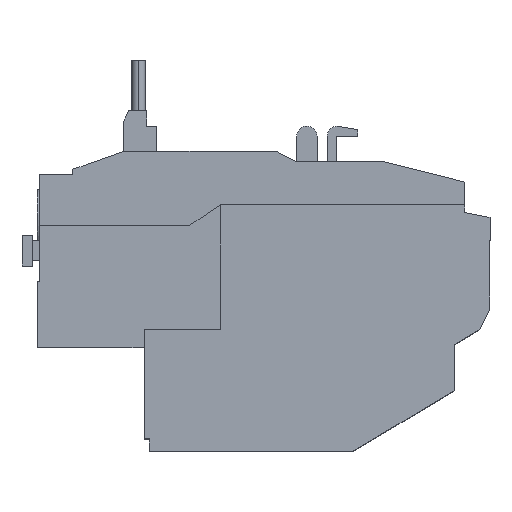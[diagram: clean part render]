
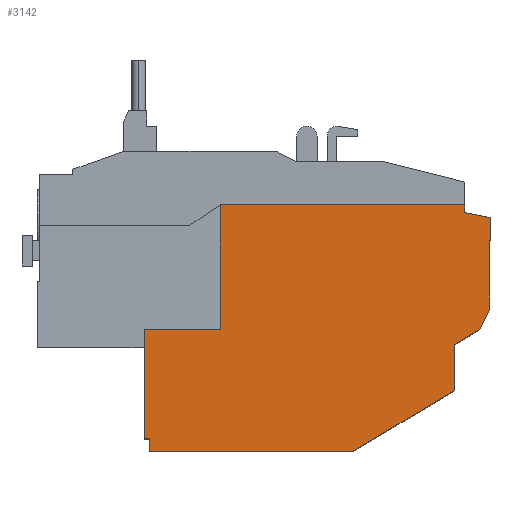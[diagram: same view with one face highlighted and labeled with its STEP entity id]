
A CAD part, top view. The second image highlights one B-rep face of the part: STEP entity #3142.
In plain terms, the highlighted planar face has unit normal (0, 0, 1).
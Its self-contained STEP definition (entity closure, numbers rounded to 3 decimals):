
#40 = CARTESIAN_POINT ( 'NONE',  ( 67., 46., 54. ) ) ;
#57 = VERTEX_POINT ( 'NONE', #3272 ) ;
#77 = CARTESIAN_POINT ( 'NONE',  ( -1., 2.5, 54. ) ) ;
#172 = EDGE_CURVE ( 'NONE', #8332, #5412, #4805, .T. ) ;
#317 = EDGE_CURVE ( 'NONE', #3964, #57, #7823, .T. ) ;
#321 = CARTESIAN_POINT ( 'NONE',  ( 14., 48.5, 54. ) ) ;
#389 = CARTESIAN_POINT ( 'NONE',  ( 0., 2.5, 54. ) ) ;
#415 = VECTOR ( 'NONE', #7264, 1000. ) ;
#473 = LINE ( 'NONE', #3455, #2167 ) ;
#497 = CARTESIAN_POINT ( 'NONE',  ( -1., 2.5, 54. ) ) ;
#566 = VECTOR ( 'NONE', #5390, 1000. ) ;
#607 = DIRECTION ( 'NONE',  ( 0., -1., 0. ) ) ;
#755 = CARTESIAN_POINT ( 'NONE',  ( 65., 24., 54. ) ) ;
#826 = EDGE_CURVE ( 'NONE', #5001, #57, #473, .T. ) ;
#871 = VECTOR ( 'NONE', #2937, 1000. ) ;
#1046 = EDGE_CURVE ( 'NONE', #7655, #5001, #3826, .T. ) ;
#1076 = VECTOR ( 'NONE', #607, 1000. ) ;
#1131 = CARTESIAN_POINT ( 'NONE',  ( 0., 0., 54. ) ) ;
#1211 = DIRECTION ( 'NONE',  ( 0., 1., 0. ) ) ;
#1243 = ORIENTED_EDGE ( 'NONE', *, *, #317, .F. ) ;
#1253 = ORIENTED_EDGE ( 'NONE', *, *, #172, .T. ) ;
#1308 = EDGE_CURVE ( 'NONE', #4502, #4944, #1547, .T. ) ;
#1310 = EDGE_CURVE ( 'NONE', #3020, #3964, #5240, .T. ) ;
#1359 = EDGE_CURVE ( 'NONE', #5412, #1602, #6148, .T. ) ;
#1380 = DIRECTION ( 'NONE',  ( 0., -1., 0. ) ) ;
#1443 = EDGE_CURVE ( 'NONE', #4502, #3020, #3814, .T. ) ;
#1547 = LINE ( 'NONE', #77, #3292 ) ;
#1597 = CARTESIAN_POINT ( 'NONE',  ( 62., 47., 54. ) ) ;
#1602 = VERTEX_POINT ( 'NONE', #3620 ) ;
#1765 = DIRECTION ( 'NONE',  ( 1., 0., 0. ) ) ;
#1850 = ORIENTED_EDGE ( 'NONE', *, *, #6345, .T. ) ;
#1905 = LINE ( 'NONE', #6392, #6928 ) ;
#1924 = LINE ( 'NONE', #2687, #415 ) ;
#1935 = VERTEX_POINT ( 'NONE', #4995 ) ;
#1971 = CARTESIAN_POINT ( 'NONE',  ( 62., 47., 54. ) ) ;
#2020 = VECTOR ( 'NONE', #4107, 1000. ) ;
#2133 = DIRECTION ( 'NONE',  ( 0., 1., 0. ) ) ;
#2167 = VECTOR ( 'NONE', #2133, 1000. ) ;
#2251 = DIRECTION ( 'NONE',  ( -0.981, 0.196, 0. ) ) ;
#2568 = CARTESIAN_POINT ( 'NONE',  ( 67., 28., 54. ) ) ;
#2589 = LINE ( 'NONE', #7866, #7384 ) ;
#2687 = CARTESIAN_POINT ( 'NONE',  ( 0., 2.5, 54. ) ) ;
#2711 = DIRECTION ( 'NONE',  ( 0.857, 0.514, 0. ) ) ;
#2830 = EDGE_CURVE ( 'NONE', #1935, #3752, #5378, .T. ) ;
#2937 = DIRECTION ( 'NONE',  ( 1., 0., 0. ) ) ;
#3020 = VERTEX_POINT ( 'NONE', #4846 ) ;
#3142 = ADVANCED_FACE ( 'NONE', ( #6413 ), #4381, .T. ) ;
#3272 = CARTESIAN_POINT ( 'NONE',  ( 62., 48.5, 54. ) ) ;
#3292 = VECTOR ( 'NONE', #1380, 1000. ) ;
#3435 = CARTESIAN_POINT ( 'NONE',  ( 67., 28., 54. ) ) ;
#3455 = CARTESIAN_POINT ( 'NONE',  ( 62., 53., 54. ) ) ;
#3620 = CARTESIAN_POINT ( 'NONE',  ( 65., 24., 54. ) ) ;
#3752 = VERTEX_POINT ( 'NONE', #5445 ) ;
#3780 = LINE ( 'NONE', #3435, #2020 ) ;
#3814 = LINE ( 'NONE', #8018, #566 ) ;
#3826 = LINE ( 'NONE', #1597, #7109 ) ;
#3964 = VERTEX_POINT ( 'NONE', #7848 ) ;
#3992 = AXIS2_PLACEMENT_3D ( 'NONE', #1131, #5690, #1765 ) ;
#4107 = DIRECTION ( 'NONE',  ( 0.447, 0.894, 0. ) ) ;
#4152 = ORIENTED_EDGE ( 'NONE', *, *, #1046, .T. ) ;
#4272 = ORIENTED_EDGE ( 'NONE', *, *, #826, .T. ) ;
#4381 = PLANE ( 'NONE',  #3992 ) ;
#4465 = DIRECTION ( 'NONE',  ( 0.857, 0.514, 0. ) ) ;
#4487 = EDGE_CURVE ( 'NONE', #6525, #1935, #6266, .T. ) ;
#4502 = VERTEX_POINT ( 'NONE', #7166 ) ;
#4626 = VECTOR ( 'NONE', #2711, 1000. ) ;
#4628 = CARTESIAN_POINT ( 'NONE',  ( 14., 24., 54. ) ) ;
#4805 = LINE ( 'NONE', #5109, #6547 ) ;
#4827 = VECTOR ( 'NONE', #5936, 1000. ) ;
#4846 = CARTESIAN_POINT ( 'NONE',  ( 14., 24., 54. ) ) ;
#4944 = VERTEX_POINT ( 'NONE', #497 ) ;
#4995 = CARTESIAN_POINT ( 'NONE',  ( 0., 0., 54. ) ) ;
#5001 = VERTEX_POINT ( 'NONE', #1971 ) ;
#5109 = CARTESIAN_POINT ( 'NONE',  ( 60., 21., 54. ) ) ;
#5240 = LINE ( 'NONE', #4628, #4827 ) ;
#5258 = ORIENTED_EDGE ( 'NONE', *, *, #2830, .T. ) ;
#5316 = CARTESIAN_POINT ( 'NONE',  ( 60., 12., 54. ) ) ;
#5378 = LINE ( 'NONE', #5758, #7148 ) ;
#5390 = DIRECTION ( 'NONE',  ( 1., 0., 0. ) ) ;
#5400 = EDGE_CURVE ( 'NONE', #7105, #7655, #2589, .T. ) ;
#5412 = VERTEX_POINT ( 'NONE', #7890 ) ;
#5445 = CARTESIAN_POINT ( 'NONE',  ( 40., 0., 54. ) ) ;
#5595 = ORIENTED_EDGE ( 'NONE', *, *, #5400, .T. ) ;
#5614 = ORIENTED_EDGE ( 'NONE', *, *, #1308, .T. ) ;
#5690 = DIRECTION ( 'NONE',  ( 0., 0., 1. ) ) ;
#5758 = CARTESIAN_POINT ( 'NONE',  ( 0., 0., 54. ) ) ;
#5936 = DIRECTION ( 'NONE',  ( 0., 1., 0. ) ) ;
#6028 = ORIENTED_EDGE ( 'NONE', *, *, #1359, .T. ) ;
#6148 = LINE ( 'NONE', #755, #4626 ) ;
#6266 = LINE ( 'NONE', #6468, #1076 ) ;
#6345 = EDGE_CURVE ( 'NONE', #1602, #7105, #3780, .T. ) ;
#6392 = CARTESIAN_POINT ( 'NONE',  ( 60., 12., 54. ) ) ;
#6413 = FACE_OUTER_BOUND ( 'NONE', #7806, .T. ) ;
#6416 = DIRECTION ( 'NONE',  ( 1., 0., 0. ) ) ;
#6451 = ORIENTED_EDGE ( 'NONE', *, *, #6557, .T. ) ;
#6468 = CARTESIAN_POINT ( 'NONE',  ( 0., 0., 54. ) ) ;
#6525 = VERTEX_POINT ( 'NONE', #389 ) ;
#6544 = DIRECTION ( 'NONE',  ( 0., 1., 0. ) ) ;
#6547 = VECTOR ( 'NONE', #1211, 1000. ) ;
#6557 = EDGE_CURVE ( 'NONE', #4944, #6525, #1924, .T. ) ;
#6928 = VECTOR ( 'NONE', #4465, 1000. ) ;
#7105 = VERTEX_POINT ( 'NONE', #2568 ) ;
#7109 = VECTOR ( 'NONE', #2251, 1000. ) ;
#7148 = VECTOR ( 'NONE', #6416, 1000. ) ;
#7166 = CARTESIAN_POINT ( 'NONE',  ( -1., 24., 54. ) ) ;
#7264 = DIRECTION ( 'NONE',  ( 1., 0., 0. ) ) ;
#7384 = VECTOR ( 'NONE', #6544, 1000. ) ;
#7519 = ORIENTED_EDGE ( 'NONE', *, *, #1310, .F. ) ;
#7655 = VERTEX_POINT ( 'NONE', #40 ) ;
#7806 = EDGE_LOOP ( 'NONE', ( #8120, #5614, #6451, #8155, #5258, #7893, #1253, #6028, #1850, #5595, #4152, #4272, #1243, #7519 ) ) ;
#7823 = LINE ( 'NONE', #321, #871 ) ;
#7848 = CARTESIAN_POINT ( 'NONE',  ( 14., 48.5, 54. ) ) ;
#7866 = CARTESIAN_POINT ( 'NONE',  ( 67., 46., 54. ) ) ;
#7890 = CARTESIAN_POINT ( 'NONE',  ( 60., 21., 54. ) ) ;
#7893 = ORIENTED_EDGE ( 'NONE', *, *, #8087, .T. ) ;
#8018 = CARTESIAN_POINT ( 'NONE',  ( -22., 24., 54. ) ) ;
#8087 = EDGE_CURVE ( 'NONE', #3752, #8332, #1905, .T. ) ;
#8120 = ORIENTED_EDGE ( 'NONE', *, *, #1443, .F. ) ;
#8155 = ORIENTED_EDGE ( 'NONE', *, *, #4487, .T. ) ;
#8332 = VERTEX_POINT ( 'NONE', #5316 ) ;
